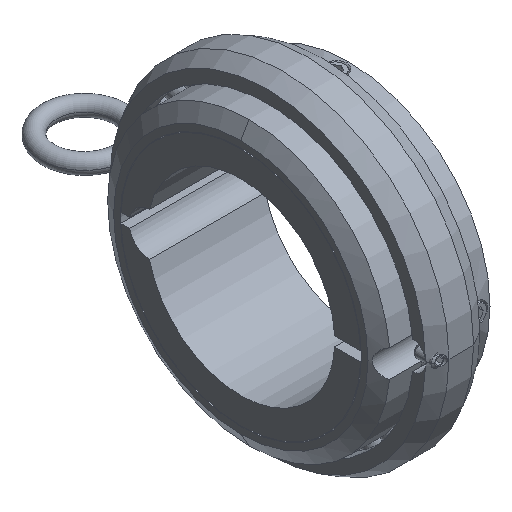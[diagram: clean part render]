
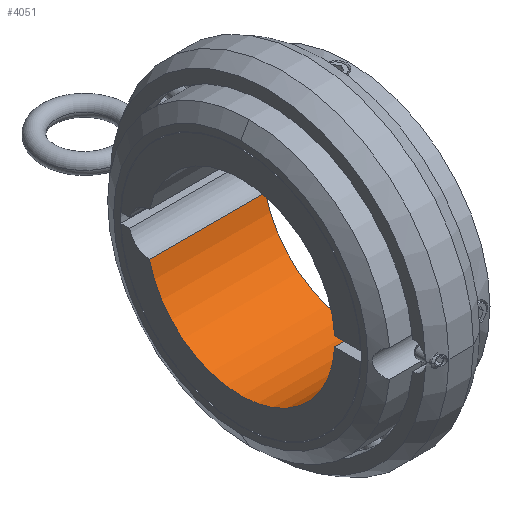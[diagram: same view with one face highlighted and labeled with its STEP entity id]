
A CAD part, isometric view. The second image highlights one B-rep face of the part: STEP entity #4051.
In plain terms, the highlighted cylindrical face has radius 21.95 mm (diameter 43.9 mm), a partial arc.
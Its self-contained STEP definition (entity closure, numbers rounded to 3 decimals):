
#3886=CARTESIAN_POINT('',(0.,0.,0.));
#3887=DIRECTION('',(-1.,0.,0.));
#3888=DIRECTION('',(0.,0.973,-0.231));
#3889=AXIS2_PLACEMENT_3D('',#3886,#3887,#3888);
#3925=CARTESIAN_POINT('',(27.1,0.,0.));
#3926=DIRECTION('',(-1.,0.,0.));
#3927=DIRECTION('',(0.,0.973,-0.231));
#3928=AXIS2_PLACEMENT_3D('',#3925,#3926,#3927);
#3935=DIRECTION('',(1.,0.,0.));
#3936=VECTOR('',#3935,27.1);
#3937=CARTESIAN_POINT('',(0.,21.357,-5.069));
#3938=LINE('',#3937,#3936);
#3939=DIRECTION('',(1.,0.,0.));
#3940=VECTOR('',#3939,27.1);
#3941=CARTESIAN_POINT('',(0.,-21.921,-1.13));
#3942=LINE('',#3941,#3940);
#3944=CARTESIAN_POINT('',(0.,-21.921,-1.13));
#3946=VERTEX_POINT('',#3944);
#3948=CARTESIAN_POINT('',(27.1,-21.921,-1.13));
#3950=VERTEX_POINT('',#3948);
#3959=CARTESIAN_POINT('',(0.,21.357,-5.069));
#3960=VERTEX_POINT('',#3959);
#3961=CARTESIAN_POINT('',(27.1,21.357,-5.069));
#3962=VERTEX_POINT('',#3961);
#4039=CARTESIAN_POINT('',(0.,0.,0.));
#4040=DIRECTION('',(1.,0.,0.));
#4041=DIRECTION('',(0.,0.,-1.));
#4042=AXIS2_PLACEMENT_3D('',#4039,#4040,#4041);
#4043=CYLINDRICAL_SURFACE('',#4042,21.95);
#4044=ORIENTED_EDGE('',*,*,#3972,.F.);
#4046=ORIENTED_EDGE('',*,*,#4045,.T.);
#4047=ORIENTED_EDGE('',*,*,#4032,.T.);
#4048=ORIENTED_EDGE('',*,*,#4019,.F.);
#4049=EDGE_LOOP('',(#4044,#4046,#4047,#4048));
#4050=FACE_OUTER_BOUND('',#4049,.F.);
#4051=ADVANCED_FACE('',(#4050),#4043,.F.);
#3890=CIRCLE('',#3889,21.95);
#3929=CIRCLE('',#3928,21.95);
#3972=EDGE_CURVE('',#3960,#3946,#3890,.T.);
#4019=EDGE_CURVE('',#3946,#3950,#3942,.T.);
#4032=EDGE_CURVE('',#3962,#3950,#3929,.T.);
#4045=EDGE_CURVE('',#3960,#3962,#3938,.T.);
